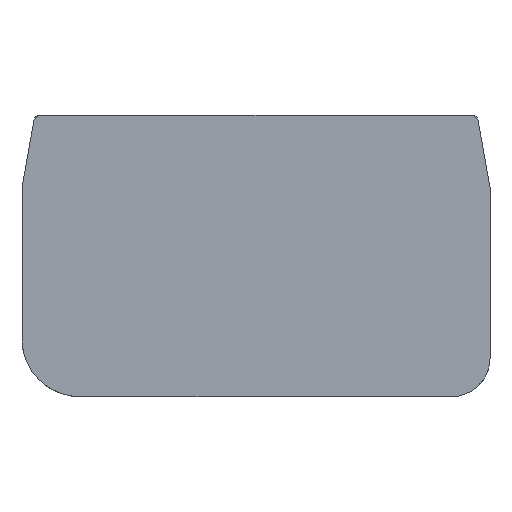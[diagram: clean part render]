
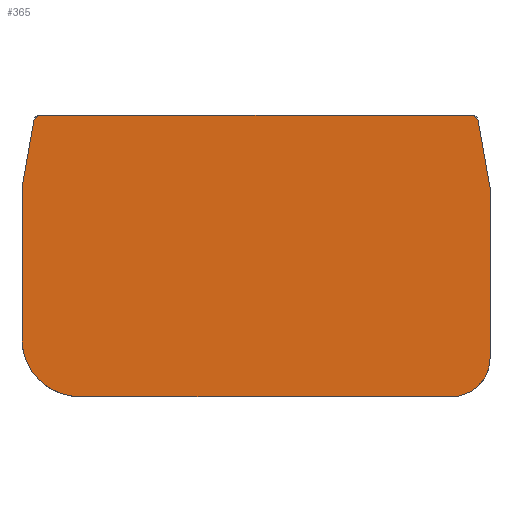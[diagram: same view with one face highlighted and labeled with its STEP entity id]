
A CAD part, top view. The second image highlights one B-rep face of the part: STEP entity #365.
In plain terms, the highlighted free-form (B-spline) face has degree [1, 1] with [2, 2] control points.
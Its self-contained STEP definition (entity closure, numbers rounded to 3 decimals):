
#41=CARTESIAN_POINT('',(266.87,157.865,2.2));
#42=VERTEX_POINT('',#41);
#48=CARTESIAN_POINT('',(267.362,157.452,2.2));
#49=VERTEX_POINT('',#48);
#50=CARTESIAN_POINT('',(266.87,157.865,2.2));
#51=CARTESIAN_POINT('',(267.29,157.865,2.2));
#52=CARTESIAN_POINT('',(267.362,157.452,2.2));
#53=(BOUNDED_CURVE()B_SPLINE_CURVE(2,(#50,#51,#52),.CIRCULAR_ARC.,.F.,.U.)B_SPLINE_CURVE_WITH_KNOTS((3,3),(0.,1.),.UNSPECIFIED.)CURVE()GEOMETRIC_REPRESENTATION_ITEM()RATIONAL_B_SPLINE_CURVE((1.,0.766,1.))REPRESENTATION_ITEM(''));
#54=EDGE_CURVE('',#42,#49,#53,.T.);
#78=CARTESIAN_POINT('',(268.615,150.347,2.2));
#79=VERTEX_POINT('',#78);
#80=CARTESIAN_POINT('',(267.362,157.452,2.2));
#81=CARTESIAN_POINT('',(268.615,150.347,2.2));
#82=B_SPLINE_CURVE_WITH_KNOTS('',1,(#80,#81),.POLYLINE_FORM.,.F.,.U.,(2,2),(0.,1.),.UNSPECIFIED.);
#83=EDGE_CURVE('',#49,#79,#82,.T.);
#113=CARTESIAN_POINT('',(268.615,132.665,2.2));
#114=VERTEX_POINT('',#113);
#115=CARTESIAN_POINT('',(268.615,150.347,2.2));
#116=CARTESIAN_POINT('',(268.615,132.665,2.2));
#117=B_SPLINE_CURVE_WITH_KNOTS('',1,(#115,#116),.POLYLINE_FORM.,.F.,.U.,(2,2),(0.,1.),.UNSPECIFIED.);
#118=EDGE_CURVE('',#79,#114,#117,.T.);
#140=CARTESIAN_POINT('',(264.615,128.665,2.2));
#141=VERTEX_POINT('',#140);
#142=CARTESIAN_POINT('',(268.615,132.665,2.2));
#143=CARTESIAN_POINT('',(268.615,128.665,2.2));
#144=CARTESIAN_POINT('',(264.615,128.665,2.2));
#145=(BOUNDED_CURVE()B_SPLINE_CURVE(2,(#142,#143,#144),.CIRCULAR_ARC.,.F.,.U.)B_SPLINE_CURVE_WITH_KNOTS((3,3),(0.,1.),.UNSPECIFIED.)CURVE()GEOMETRIC_REPRESENTATION_ITEM()RATIONAL_B_SPLINE_CURVE((1.,0.707,1.))REPRESENTATION_ITEM(''));
#146=EDGE_CURVE('',#114,#141,#145,.T.);
#169=CARTESIAN_POINT('',(226.015,128.665,2.2));
#170=VERTEX_POINT('',#169);
#171=CARTESIAN_POINT('',(264.615,128.665,2.2));
#172=CARTESIAN_POINT('',(226.015,128.665,2.2));
#173=B_SPLINE_CURVE_WITH_KNOTS('',1,(#171,#172),.POLYLINE_FORM.,.F.,.U.,(2,2),(0.,1.),.UNSPECIFIED.);
#174=EDGE_CURVE('',#141,#170,#173,.T.);
#204=CARTESIAN_POINT('',(220.015,134.665,2.2));
#205=VERTEX_POINT('',#204);
#206=CARTESIAN_POINT('',(226.015,128.665,2.2));
#207=CARTESIAN_POINT('',(220.015,128.665,2.2));
#208=CARTESIAN_POINT('',(220.015,134.665,2.2));
#209=(BOUNDED_CURVE()B_SPLINE_CURVE(2,(#206,#207,#208),.CIRCULAR_ARC.,.F.,.U.)B_SPLINE_CURVE_WITH_KNOTS((3,3),(0.,1.),.UNSPECIFIED.)CURVE()GEOMETRIC_REPRESENTATION_ITEM()RATIONAL_B_SPLINE_CURVE((1.,0.707,1.))REPRESENTATION_ITEM(''));
#210=EDGE_CURVE('',#170,#205,#209,.T.);
#233=CARTESIAN_POINT('',(220.015,150.347,2.2));
#234=VERTEX_POINT('',#233);
#235=CARTESIAN_POINT('',(220.015,134.665,2.2));
#236=CARTESIAN_POINT('',(220.015,150.347,2.2));
#237=B_SPLINE_CURVE_WITH_KNOTS('',1,(#235,#236),.POLYLINE_FORM.,.F.,.U.,(2,2),(0.,1.),.UNSPECIFIED.);
#238=EDGE_CURVE('',#205,#234,#237,.T.);
#262=CARTESIAN_POINT('',(221.269,157.452,2.2));
#263=VERTEX_POINT('',#262);
#264=CARTESIAN_POINT('',(220.015,150.347,2.2));
#265=CARTESIAN_POINT('',(221.269,157.452,2.2));
#266=B_SPLINE_CURVE_WITH_KNOTS('',1,(#264,#265),.POLYLINE_FORM.,.F.,.U.,(2,2),(0.,1.),.UNSPECIFIED.);
#267=EDGE_CURVE('',#234,#263,#266,.T.);
#304=CARTESIAN_POINT('',(221.761,157.865,2.2));
#305=VERTEX_POINT('',#304);
#306=CARTESIAN_POINT('',(221.269,157.452,2.2));
#307=CARTESIAN_POINT('',(221.341,157.865,2.2));
#308=CARTESIAN_POINT('',(221.761,157.865,2.2));
#309=(BOUNDED_CURVE()B_SPLINE_CURVE(2,(#306,#307,#308),.CIRCULAR_ARC.,.F.,.U.)B_SPLINE_CURVE_WITH_KNOTS((3,3),(0.,1.),.UNSPECIFIED.)CURVE()GEOMETRIC_REPRESENTATION_ITEM()RATIONAL_B_SPLINE_CURVE((1.,0.766,1.))REPRESENTATION_ITEM(''));
#310=EDGE_CURVE('',#263,#305,#309,.T.);
#340=CARTESIAN_POINT('',(221.761,157.865,2.2));
#341=CARTESIAN_POINT('',(266.87,157.865,2.2));
#342=B_SPLINE_CURVE_WITH_KNOTS('',1,(#340,#341),.POLYLINE_FORM.,.F.,.U.,(2,2),(0.,1.),.UNSPECIFIED.);
#343=EDGE_CURVE('',#305,#42,#342,.T.);
#348=CARTESIAN_POINT('',(272.664,114.916,2.2));
#349=CARTESIAN_POINT('',(215.967,114.916,2.2));
#350=CARTESIAN_POINT('',(272.664,171.614,2.2));
#351=CARTESIAN_POINT('',(215.967,171.614,2.2));
#352=B_SPLINE_SURFACE_WITH_KNOTS('',1,1,((#348,#349),(#350,#351)),.PLANE_SURF.,.F.,.F.,.U.,(2,2),(2,2),(0.,1.),(0.,1.),.UNSPECIFIED.);
#353=ORIENTED_EDGE('',*,*,#310,.F.);
#354=ORIENTED_EDGE('',*,*,#267,.F.);
#355=ORIENTED_EDGE('',*,*,#238,.F.);
#356=ORIENTED_EDGE('',*,*,#210,.F.);
#357=ORIENTED_EDGE('',*,*,#174,.F.);
#358=ORIENTED_EDGE('',*,*,#146,.F.);
#359=ORIENTED_EDGE('',*,*,#118,.F.);
#360=ORIENTED_EDGE('',*,*,#83,.F.);
#361=ORIENTED_EDGE('',*,*,#54,.F.);
#362=ORIENTED_EDGE('',*,*,#343,.F.);
#363=EDGE_LOOP('',(#353,#354,#355,#356,#357,#358,#359,#360,#361,#362));
#364=FACE_OUTER_BOUND('',#363,.T.);
#365=ADVANCED_FACE('',(#364),#352,.T.);
